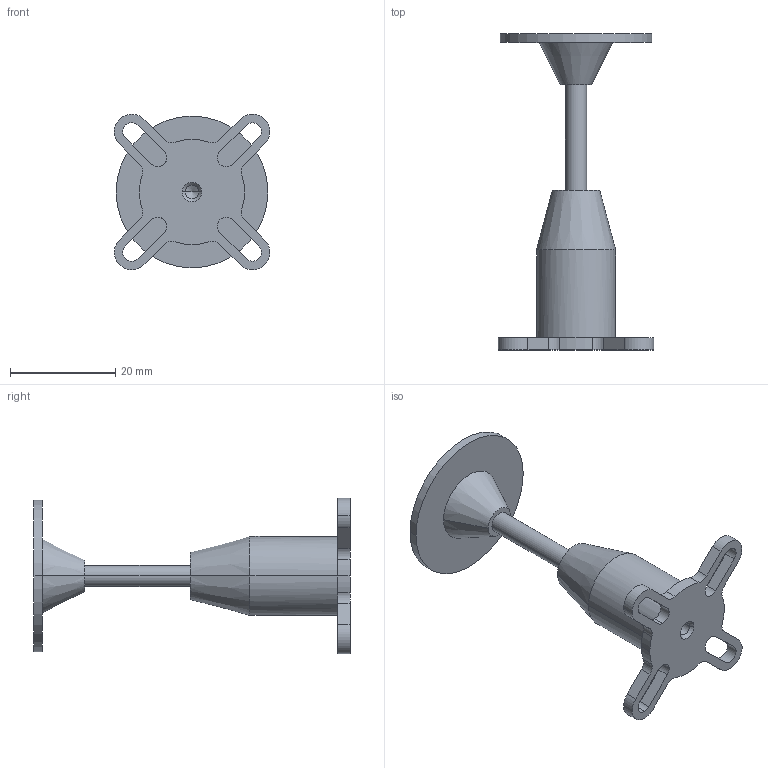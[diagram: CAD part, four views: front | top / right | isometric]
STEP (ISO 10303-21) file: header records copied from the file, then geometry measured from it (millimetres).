
FILE_DESCRIPTION (( 'STEP AP214' ), '1' );
FILE_NAME ('PX4_GPS_&_Compass_mast.STEP', '2019-08-04T17:55:39', ( '' ), ( '' ), 'SwSTEP 2.0', 'SolidWorks 2013', '' );
FILE_SCHEMA (( 'AUTOMOTIVE_DESIGN' ));
Length unit declared in the file: millimetre
Products named in the file (1): PX4_GPS_&_Compass_mast
Bounding box: 29.5 x 60 x 29.51 mm (x, y, z)
Volume: 7126.2 mm3; surface area: 4397.6 mm2
Topology: 1 solids, 1 shells, 71 faces, 197 edges, 127 vertices
Faces by surface type: cylinder 41, plane 22, cone 8
Entity records: 2345 total; most frequent: DIRECTION 437, CARTESIAN_POINT 394, ORIENTED_EDGE 390, EDGE_CURVE 195, AXIS2_PLACEMENT_3D 170, VERTEX_POINT 127, CIRCLE 98, VECTOR 97
